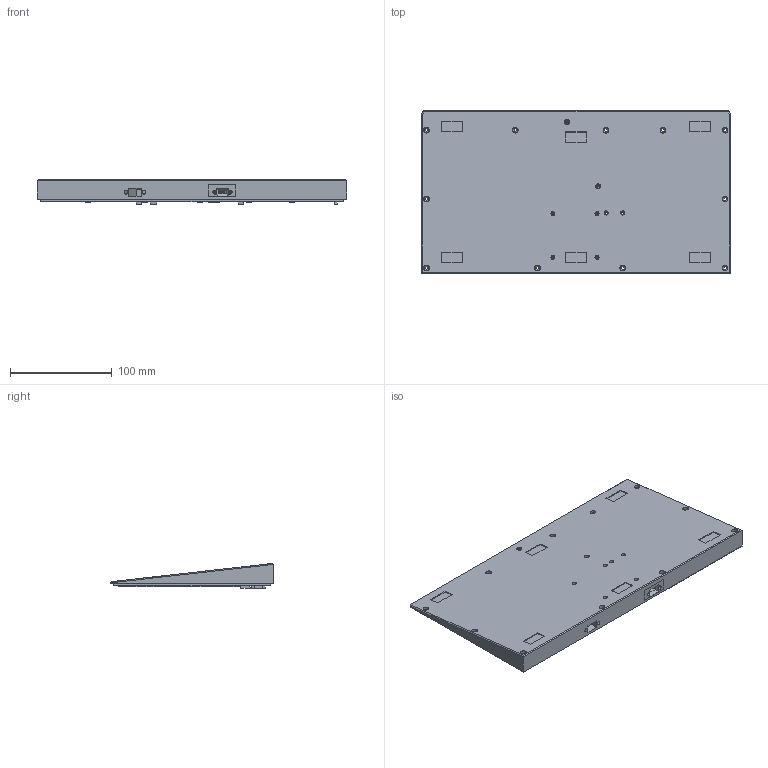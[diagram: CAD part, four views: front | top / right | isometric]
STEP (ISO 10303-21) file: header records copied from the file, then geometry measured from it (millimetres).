
FILE_DESCRIPTION(/* description */ (''),/* implementation_level */ '2;1');
FILE_NAME(/* name */ 'test.stp',/* time_stamp */ '2022-11-03T00:26:51+00:00',/* author */ ('benka'),/* organization */ (''),/* preprocessor_version */ 'ST-DEVELOPER v18.1',/* originating_system */ 'Autodesk Inventor 2022',/* authorisation */ '');
FILE_SCHEMA (('CONFIG_CONTROL_DESIGN'));
Length unit declared in the file: millimetre
Products named in the file (1): BottomStep
Bounding box: 303.6 x 159.53 x 24.53 mm (x, y, z)
Volume: 451285.5 mm3; surface area: 271236 mm2
Topology: 3 solids, 5 shells, 649 faces, 1625 edges, 1073 vertices
Faces by surface type: plane 485, cylinder 131, cone 26, torus 5, bspline 2
Full cylindrical faces by diameter (mm): 2 x12, 2.05 x2, 2.5 x4, 2.9 x22, 3.7 x4, 4 x14, 4.5 x2, 5 x4, 5.519 x2, 5.549 x2, 5.6 x22, 6.5 x2, 8 x4, 8.392 x2, 10 x4
Entity records: 20250 total; most frequent: CARTESIAN_POINT 3478, ORIENTED_EDGE 3250, DIRECTION 3247, EDGE_CURVE 1625, LINE 1269, VECTOR 1269, VERTEX_POINT 1073, AXIS2_PLACEMENT_3D 989
